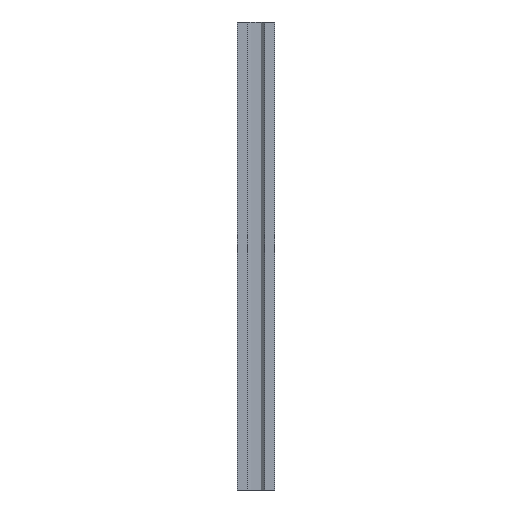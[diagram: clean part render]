
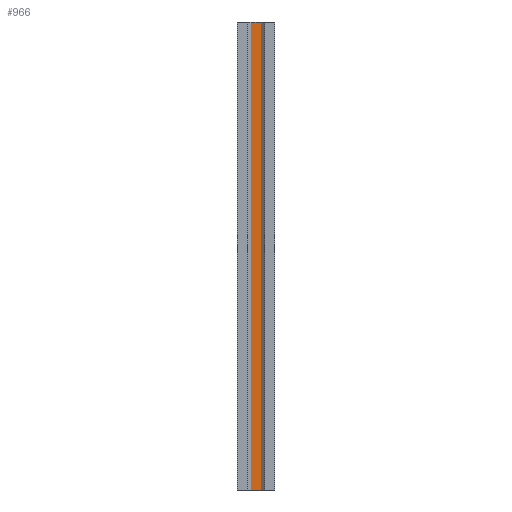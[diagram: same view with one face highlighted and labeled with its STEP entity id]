
A CAD part, front view. The second image highlights one B-rep face of the part: STEP entity #966.
In plain terms, the highlighted planar face has unit normal (0, -1, 0).
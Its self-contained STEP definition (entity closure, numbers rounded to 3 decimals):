
#12=LINE($,#1305,#144);
#13=LINE($,#1307,#145);
#14=LINE($,#1309,#146);
#15=LINE($,#1310,#147);
#144=VECTOR($,#1074,250.);
#145=VECTOR($,#1075,5.68);
#146=VECTOR($,#1076,250.);
#147=VECTOR($,#1077,5.68);
#276=PLANE($,#1018);
#328=FACE_OUTER_BOUND($,#374,.T.);
#374=EDGE_LOOP($,(#650,#651,#652,#653));
#426=VERTEX_POINT($,#1303);
#427=VERTEX_POINT($,#1304);
#428=VERTEX_POINT($,#1306);
#429=VERTEX_POINT($,#1308);
#516=EDGE_CURVE($,#426,#427,#12,.T.);
#517=EDGE_CURVE($,#428,#427,#13,.T.);
#518=EDGE_CURVE($,#429,#428,#14,.T.);
#519=EDGE_CURVE($,#429,#426,#15,.T.);
#650=ORIENTED_EDGE($,*,*,#516,.T.);
#651=ORIENTED_EDGE($,*,*,#517,.F.);
#652=ORIENTED_EDGE($,*,*,#518,.F.);
#653=ORIENTED_EDGE($,*,*,#519,.T.);
#966=ADVANCED_FACE($,(#328),#276,.T.);
#1018=AXIS2_PLACEMENT_3D($,#1302,#1072,#1073);
#1072=DIRECTION('center_axis',(0.,-1.,0.));
#1073=DIRECTION('ref_axis',(1.,0.,0.));
#1074=DIRECTION($,(0.,0.,1.));
#1075=DIRECTION($,(1.,0.,0.));
#1076=DIRECTION($,(0.,0.,1.));
#1077=DIRECTION($,(1.,0.,0.));
#1302=CARTESIAN_POINT('Origin',(-3.901,-3.901,0.));
#1303=CARTESIAN_POINT('',(2.84,-3.901,0.));
#1304=CARTESIAN_POINT('',(2.84,-3.901,250.));
#1305=CARTESIAN_POINT($,(2.84,-3.901,0.));
#1306=CARTESIAN_POINT('',(-2.84,-3.901,250.));
#1307=CARTESIAN_POINT($,(-3.901,-3.901,250.));
#1308=CARTESIAN_POINT('',(-2.84,-3.901,0.));
#1309=CARTESIAN_POINT($,(-2.84,-3.901,0.));
#1310=CARTESIAN_POINT($,(-3.901,-3.901,0.));
